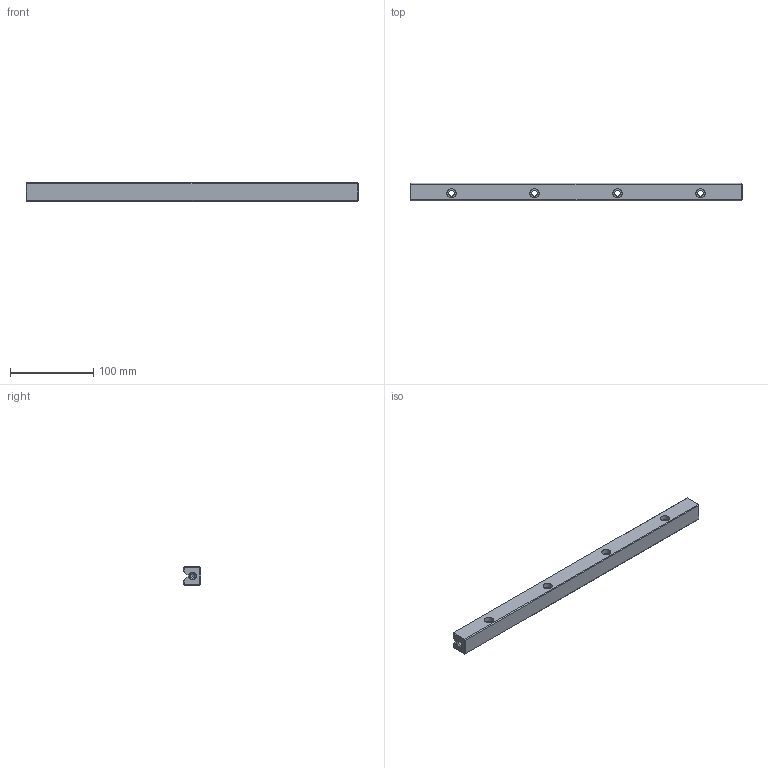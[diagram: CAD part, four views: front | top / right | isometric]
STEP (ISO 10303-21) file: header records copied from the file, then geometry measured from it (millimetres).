
FILE_DESCRIPTION(/* description */ (''),/* implementation_level */ '2;1');
FILE_NAME(/* name */ 'Rail RSDE-9400.stp',/* time_stamp */ '2018-11-12T19:35:31+01:00',/* author */ (''),/* organization */ (''),/* preprocessor_version */ 'ST-DEVELOPER v16.7',/* originating_system */ 'SIEMENS PLM Software NX 12.0',/* authorisation */ '');
FILE_SCHEMA (('AUTOMOTIVE_DESIGN { 1 0 10303 214 3 1 1 1 }'));
Length unit declared in the file: millimetre
Products named in the file (1): 008558_B_2-RSDE-9400
Bounding box: 400 x 21.3 x 22 mm (x, y, z)
Volume: 166926.7 mm3; surface area: 39596 mm2
Topology: 1 solids, 1 shells, 52 faces, 136 edges, 90 vertices
Faces by surface type: plane 30, cone 12, cylinder 10
Full cylindrical faces by diameter (mm): 5.1 x2, 6.8 x4, 11 x4
Entity records: 1446 total; most frequent: DIRECTION 238, CARTESIAN_POINT 235, ORIENTED_EDGE 204, EDGE_CURVE 102, EDGE_LOOP 86, AXIS2_PLACEMENT_3D 83, VERTEX_POINT 80, LINE 72
